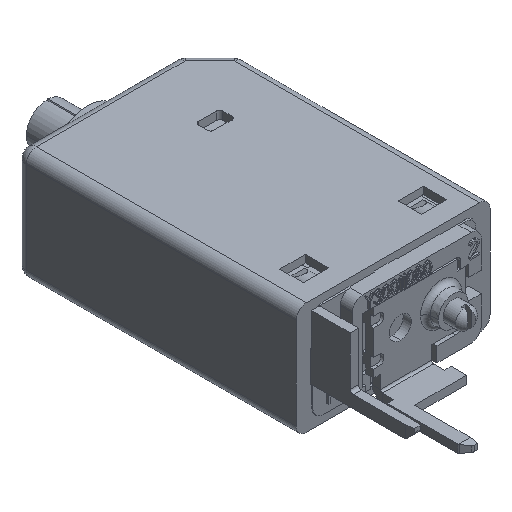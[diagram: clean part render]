
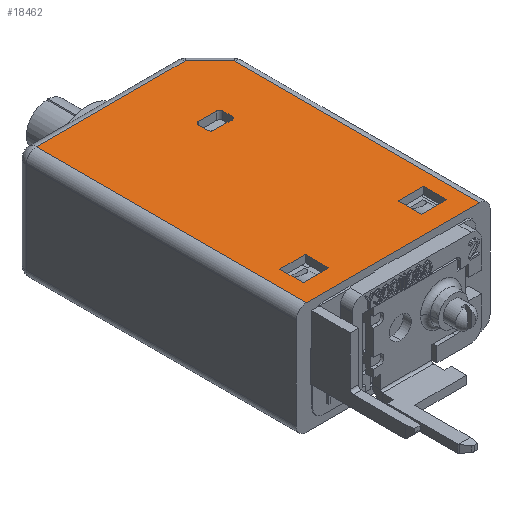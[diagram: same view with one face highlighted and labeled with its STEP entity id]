
A CAD part, isometric view. The second image highlights one B-rep face of the part: STEP entity #18462.
In plain terms, the highlighted planar face has unit normal (0, 0, 1).
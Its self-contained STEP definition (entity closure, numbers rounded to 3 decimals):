
#5863=DIRECTION('',(1.,0.,0.));
#5864=VECTOR('',#5863,2.5);
#5865=CARTESIAN_POINT('',(-6.45,2.87,5.5));
#5866=LINE('',#5865,#5864);
#5867=DIRECTION('',(0.,1.,0.));
#5868=VECTOR('',#5867,2.3);
#5869=CARTESIAN_POINT('',(-3.95,2.87,5.5));
#5870=LINE('',#5869,#5868);
#5871=DIRECTION('',(-1.,0.,0.));
#5872=VECTOR('',#5871,2.5);
#5873=CARTESIAN_POINT('',(-3.95,5.17,5.5));
#5874=LINE('',#5873,#5872);
#5875=DIRECTION('',(0.,-1.,0.));
#5876=VECTOR('',#5875,2.3);
#5877=CARTESIAN_POINT('',(-6.45,5.17,5.5));
#5878=LINE('',#5877,#5876);
#5879=DIRECTION('',(0.,-1.,0.));
#5880=VECTOR('',#5879,2.3);
#5881=CARTESIAN_POINT('',(5.15,5.17,5.5));
#5882=LINE('',#5881,#5880);
#5883=DIRECTION('',(1.,0.,0.));
#5884=VECTOR('',#5883,2.5);
#5885=CARTESIAN_POINT('',(5.15,2.87,5.5));
#5886=LINE('',#5885,#5884);
#5887=DIRECTION('',(0.,1.,0.));
#5888=VECTOR('',#5887,2.3);
#5889=CARTESIAN_POINT('',(7.65,2.87,5.5));
#5890=LINE('',#5889,#5888);
#5891=DIRECTION('',(-1.,0.,0.));
#5892=VECTOR('',#5891,2.5);
#5893=CARTESIAN_POINT('',(7.65,5.17,5.5));
#5894=LINE('',#5893,#5892);
#5895=DIRECTION('',(0.,-1.,0.));
#5896=VECTOR('',#5895,26.5);
#5897=CARTESIAN_POINT('',(-8.,27.5,5.5));
#5898=LINE('',#5897,#5896);
#5899=DIRECTION('',(-1.,0.,0.));
#5900=VECTOR('',#5899,14.586);
#5901=CARTESIAN_POINT('',(6.586,27.5,5.5));
#5902=LINE('',#5901,#5900);
#5903=DIRECTION('',(-0.707,0.707,0.));
#5904=VECTOR('',#5903,3.414);
#5905=CARTESIAN_POINT('',(9.,25.086,5.5));
#5906=LINE('',#5905,#5904);
#5907=DIRECTION('',(0.,1.,0.));
#5908=VECTOR('',#5907,24.086);
#5909=CARTESIAN_POINT('',(9.,1.,5.5));
#5910=LINE('',#5909,#5908);
#5911=DIRECTION('',(1.,0.,0.));
#5912=VECTOR('',#5911,17.);
#5913=CARTESIAN_POINT('',(-8.,1.,5.5));
#5914=LINE('',#5913,#5912);
#5915=DIRECTION('',(0.,1.,0.));
#5916=VECTOR('',#5915,0.9);
#5917=CARTESIAN_POINT('',(4.2,20.5,5.5));
#5918=LINE('',#5917,#5916);
#5919=DIRECTION('',(-1.,0.,0.));
#5920=VECTOR('',#5919,1.8);
#5921=CARTESIAN_POINT('',(3.9,21.7,5.5));
#5922=LINE('',#5921,#5920);
#5923=DIRECTION('',(0.,-1.,0.));
#5924=VECTOR('',#5923,0.9);
#5925=CARTESIAN_POINT('',(1.8,21.4,5.5));
#5926=LINE('',#5925,#5924);
#5927=DIRECTION('',(1.,0.,0.));
#5928=VECTOR('',#5927,1.8);
#5929=CARTESIAN_POINT('',(2.1,20.2,5.5));
#5930=LINE('',#5929,#5928);
#6544=CARTESIAN_POINT('',(3.9,21.4,5.5));
#6545=DIRECTION('',(0.,0.,-1.));
#6546=DIRECTION('',(0.,1.,0.));
#6547=AXIS2_PLACEMENT_3D('',#6544,#6545,#6546);
#6585=CARTESIAN_POINT('',(2.1,21.4,5.5));
#6586=DIRECTION('',(0.,0.,-1.));
#6587=DIRECTION('',(-1.,0.,0.));
#6588=AXIS2_PLACEMENT_3D('',#6585,#6586,#6587);
#6598=CARTESIAN_POINT('',(2.1,20.5,5.5));
#6599=DIRECTION('',(0.,0.,-1.));
#6600=DIRECTION('',(0.,-1.,0.));
#6601=AXIS2_PLACEMENT_3D('',#6598,#6599,#6600);
#6611=CARTESIAN_POINT('',(3.9,20.5,5.5));
#6612=DIRECTION('',(0.,0.,-1.));
#6613=DIRECTION('',(1.,0.,0.));
#6614=AXIS2_PLACEMENT_3D('',#6611,#6612,#6613);
#7594=CARTESIAN_POINT('',(-6.45,2.87,5.5));
#7595=CARTESIAN_POINT('',(-3.95,2.87,5.5));
#7596=VERTEX_POINT('',#7594);
#7597=VERTEX_POINT('',#7595);
#7598=CARTESIAN_POINT('',(-3.95,5.17,5.5));
#7599=VERTEX_POINT('',#7598);
#7600=CARTESIAN_POINT('',(-6.45,5.17,5.5));
#7601=VERTEX_POINT('',#7600);
#7602=CARTESIAN_POINT('',(5.15,5.17,5.5));
#7603=CARTESIAN_POINT('',(5.15,2.87,5.5));
#7604=VERTEX_POINT('',#7602);
#7605=VERTEX_POINT('',#7603);
#7606=CARTESIAN_POINT('',(7.65,2.87,5.5));
#7607=VERTEX_POINT('',#7606);
#7608=CARTESIAN_POINT('',(7.65,5.17,5.5));
#7609=VERTEX_POINT('',#7608);
#7680=CARTESIAN_POINT('',(-8.,1.,5.5));
#7682=VERTEX_POINT('',#7680);
#7686=CARTESIAN_POINT('',(-8.,27.5,5.5));
#7687=VERTEX_POINT('',#7686);
#7690=CARTESIAN_POINT('',(6.586,27.5,5.5));
#7691=VERTEX_POINT('',#7690);
#7696=CARTESIAN_POINT('',(9.,25.086,5.5));
#7697=VERTEX_POINT('',#7696);
#7703=CARTESIAN_POINT('',(9.,1.,5.5));
#7705=VERTEX_POINT('',#7703);
#7736=CARTESIAN_POINT('',(1.8,21.4,5.5));
#7737=VERTEX_POINT('',#7736);
#7738=CARTESIAN_POINT('',(2.1,21.7,5.5));
#7739=VERTEX_POINT('',#7738);
#7744=CARTESIAN_POINT('',(3.9,21.7,5.5));
#7745=VERTEX_POINT('',#7744);
#7746=CARTESIAN_POINT('',(4.2,21.4,5.5));
#7747=VERTEX_POINT('',#7746);
#7752=CARTESIAN_POINT('',(2.1,20.2,5.5));
#7753=VERTEX_POINT('',#7752);
#7754=CARTESIAN_POINT('',(1.8,20.5,5.5));
#7755=VERTEX_POINT('',#7754);
#7760=CARTESIAN_POINT('',(4.2,20.5,5.5));
#7761=VERTEX_POINT('',#7760);
#7762=CARTESIAN_POINT('',(3.9,20.2,5.5));
#7763=VERTEX_POINT('',#7762);
#18412=CARTESIAN_POINT('',(0.,1.,5.5));
#18413=DIRECTION('',(0.,0.,1.));
#18414=DIRECTION('',(1.,0.,0.));
#18415=AXIS2_PLACEMENT_3D('',#18412,#18413,#18414);
#18416=PLANE('',#18415);
#18417=ORIENTED_EDGE('',*,*,#16372,.F.);
#18419=ORIENTED_EDGE('',*,*,#18418,.F.);
#18421=ORIENTED_EDGE('',*,*,#18420,.F.);
#18423=ORIENTED_EDGE('',*,*,#18422,.F.);
#18424=ORIENTED_EDGE('',*,*,#16218,.F.);
#18425=EDGE_LOOP('',(#18417,#18419,#18421,#18423,#18424));
#18426=FACE_OUTER_BOUND('',#18425,.F.);
#18428=ORIENTED_EDGE('',*,*,#18427,.T.);
#18430=ORIENTED_EDGE('',*,*,#18429,.T.);
#18432=ORIENTED_EDGE('',*,*,#18431,.T.);
#18434=ORIENTED_EDGE('',*,*,#18433,.T.);
#18435=EDGE_LOOP('',(#18428,#18430,#18432,#18434));
#18436=FACE_BOUND('',#18435,.F.);
#18437=ORIENTED_EDGE('',*,*,#16508,.T.);
#18438=ORIENTED_EDGE('',*,*,#18378,.T.);
#18439=ORIENTED_EDGE('',*,*,#18314,.T.);
#18441=ORIENTED_EDGE('',*,*,#18440,.T.);
#18442=EDGE_LOOP('',(#18437,#18438,#18439,#18441));
#18443=FACE_BOUND('',#18442,.F.);
#18445=ORIENTED_EDGE('',*,*,#18444,.T.);
#18447=ORIENTED_EDGE('',*,*,#18446,.F.);
#18449=ORIENTED_EDGE('',*,*,#18448,.T.);
#18451=ORIENTED_EDGE('',*,*,#18450,.F.);
#18453=ORIENTED_EDGE('',*,*,#18452,.T.);
#18455=ORIENTED_EDGE('',*,*,#18454,.F.);
#18457=ORIENTED_EDGE('',*,*,#18456,.T.);
#18459=ORIENTED_EDGE('',*,*,#18458,.F.);
#18460=EDGE_LOOP('',(#18445,#18447,#18449,#18451,#18453,#18455,#18457,#18459));
#18461=FACE_BOUND('',#18460,.F.);
#6548=CIRCLE('',#6547,0.3);
#6589=CIRCLE('',#6588,0.3);
#6602=CIRCLE('',#6601,0.3);
#6615=CIRCLE('',#6614,0.3);
#16218=EDGE_CURVE('',#7682,#7705,#5914,.T.);
#16372=EDGE_CURVE('',#7687,#7682,#5898,.T.);
#16508=EDGE_CURVE('',#7596,#7597,#5866,.T.);
#18314=EDGE_CURVE('',#7599,#7601,#5874,.T.);
#18378=EDGE_CURVE('',#7597,#7599,#5870,.T.);
#18418=EDGE_CURVE('',#7691,#7687,#5902,.T.);
#18420=EDGE_CURVE('',#7697,#7691,#5906,.T.);
#18422=EDGE_CURVE('',#7705,#7697,#5910,.T.);
#18427=EDGE_CURVE('',#7604,#7605,#5882,.T.);
#18429=EDGE_CURVE('',#7605,#7607,#5886,.T.);
#18431=EDGE_CURVE('',#7607,#7609,#5890,.T.);
#18433=EDGE_CURVE('',#7609,#7604,#5894,.T.);
#18440=EDGE_CURVE('',#7601,#7596,#5878,.T.);
#18444=EDGE_CURVE('',#7761,#7747,#5918,.T.);
#18446=EDGE_CURVE('',#7745,#7747,#6548,.T.);
#18448=EDGE_CURVE('',#7745,#7739,#5922,.T.);
#18450=EDGE_CURVE('',#7737,#7739,#6589,.T.);
#18452=EDGE_CURVE('',#7737,#7755,#5926,.T.);
#18454=EDGE_CURVE('',#7753,#7755,#6602,.T.);
#18456=EDGE_CURVE('',#7753,#7763,#5930,.T.);
#18458=EDGE_CURVE('',#7761,#7763,#6615,.T.);
#18462=ADVANCED_FACE('',(#18426,#18436,#18443,#18461),#18416,.T.);
